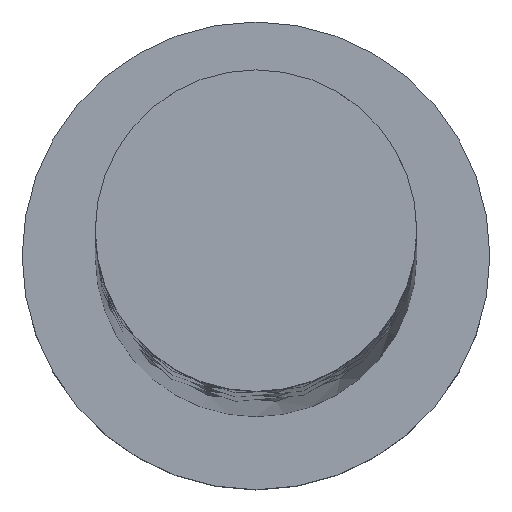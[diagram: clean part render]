
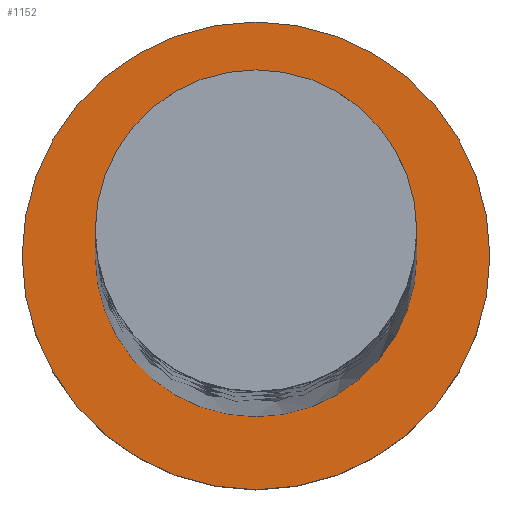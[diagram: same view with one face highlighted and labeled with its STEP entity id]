
A CAD part, top view. The second image highlights one B-rep face of the part: STEP entity #1152.
In plain terms, the highlighted planar face has unit normal (0, 0, 1).
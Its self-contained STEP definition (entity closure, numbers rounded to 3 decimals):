
#9 = VERTEX_POINT ( 'NONE', #334 ) ;
#92 = AXIS2_PLACEMENT_3D ( 'NONE', #1632, #820, #1964 ) ;
#122 = AXIS2_PLACEMENT_3D ( 'NONE', #1571, #1258, #728 ) ;
#151 = EDGE_CURVE ( 'NONE', #655, #1573, #830, .T. ) ;
#196 = CIRCLE ( 'NONE', #570, 5.5 ) ;
#257 = CIRCLE ( 'NONE', #92, 5.5 ) ;
#270 = ORIENTED_EDGE ( 'NONE', *, *, #651, .T. ) ;
#286 = DIRECTION ( 'NONE',  ( 1., 0., 0. ) ) ;
#306 = CARTESIAN_POINT ( 'NONE',  ( -8., 0., 5. ) ) ;
#321 = EDGE_LOOP ( 'NONE', ( #270, #1742 ) ) ;
#334 = CARTESIAN_POINT ( 'NONE',  ( 5.5, 0., 5. ) ) ;
#470 = CARTESIAN_POINT ( 'NONE',  ( 8., 0., 5. ) ) ;
#486 = ORIENTED_EDGE ( 'NONE', *, *, #617, .F. ) ;
#490 = AXIS2_PLACEMENT_3D ( 'NONE', #2028, #1889, #286 ) ;
#570 = AXIS2_PLACEMENT_3D ( 'NONE', #937, #1300, #1590 ) ;
#617 = EDGE_CURVE ( 'NONE', #978, #9, #196, .T. ) ;
#629 = DIRECTION ( 'NONE',  ( 1., 0., 0. ) ) ;
#651 = EDGE_CURVE ( 'NONE', #1573, #655, #1107, .T. ) ;
#655 = VERTEX_POINT ( 'NONE', #470 ) ;
#675 = CARTESIAN_POINT ( 'NONE',  ( -5.5, 0., 5. ) ) ;
#728 = DIRECTION ( 'NONE',  ( 1., 0., 0. ) ) ;
#810 = AXIS2_PLACEMENT_3D ( 'NONE', #2073, #1135, #629 ) ;
#820 = DIRECTION ( 'NONE',  ( 0., 0., 1. ) ) ;
#830 = CIRCLE ( 'NONE', #490, 8. ) ;
#937 = CARTESIAN_POINT ( 'NONE',  ( 0., 0., 5. ) ) ;
#964 = EDGE_CURVE ( 'NONE', #9, #978, #257, .T. ) ;
#978 = VERTEX_POINT ( 'NONE', #675 ) ;
#1082 = FACE_OUTER_BOUND ( 'NONE', #321, .T. ) ;
#1107 = CIRCLE ( 'NONE', #810, 8. ) ;
#1133 = ORIENTED_EDGE ( 'NONE', *, *, #964, .F. ) ;
#1135 = DIRECTION ( 'NONE',  ( 0., 0., 1. ) ) ;
#1152 = ADVANCED_FACE ( 'NONE', ( #1244, #1082 ), #2070, .T. ) ;
#1244 = FACE_BOUND ( 'NONE', #1616, .T. ) ;
#1258 = DIRECTION ( 'NONE',  ( 0., 0., 1. ) ) ;
#1300 = DIRECTION ( 'NONE',  ( 0., 0., 1. ) ) ;
#1571 = CARTESIAN_POINT ( 'NONE',  ( 0., 0., 5. ) ) ;
#1573 = VERTEX_POINT ( 'NONE', #306 ) ;
#1590 = DIRECTION ( 'NONE',  ( 1., 0., 0. ) ) ;
#1616 = EDGE_LOOP ( 'NONE', ( #486, #1133 ) ) ;
#1632 = CARTESIAN_POINT ( 'NONE',  ( 0., 0., 5. ) ) ;
#1742 = ORIENTED_EDGE ( 'NONE', *, *, #151, .T. ) ;
#1889 = DIRECTION ( 'NONE',  ( 0., 0., 1. ) ) ;
#1964 = DIRECTION ( 'NONE',  ( 1., 0., 0. ) ) ;
#2028 = CARTESIAN_POINT ( 'NONE',  ( 0., 0., 5. ) ) ;
#2070 = PLANE ( 'NONE',  #122 ) ;
#2073 = CARTESIAN_POINT ( 'NONE',  ( 0., 0., 5. ) ) ;
